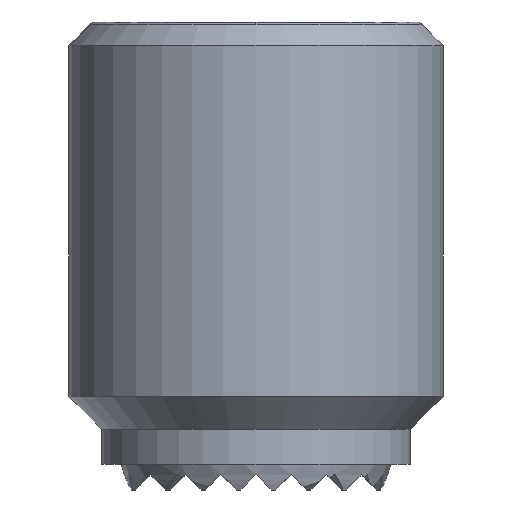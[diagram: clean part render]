
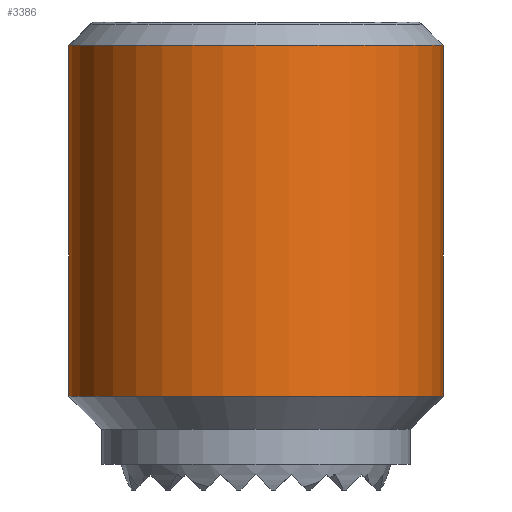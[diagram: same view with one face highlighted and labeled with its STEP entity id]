
A CAD part, front view. The second image highlights one B-rep face of the part: STEP entity #3386.
In plain terms, the highlighted cylindrical face has radius 8 mm (diameter 16 mm), a partial arc.
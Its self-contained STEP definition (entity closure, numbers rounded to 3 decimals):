
#1736=VERTEX_POINT('',#4121);
#1752=VERTEX_POINT('',#4138);
#2316=VERTEX_POINT('',#4782);
#2570=EDGE_CURVE('',#2316,#3236,#5075,.T.);
#2602=EDGE_CURVE('',#1736,#1752,#5111,.T.);
#2692=EDGE_CURVE('',#3236,#1752,#5217,.T.);
#3236=VERTEX_POINT('',#5818);
#3294=EDGE_CURVE('',#1736,#2316,#5883,.T.);
#3386=ADVANCED_FACE('',(#5984),#5985,.T.);
#4121=CARTESIAN_POINT('',(-8.,0.,-16.0));
#4138=CARTESIAN_POINT('',(8.,0.,-16.0));
#4782=CARTESIAN_POINT('',(-8.,0.,-1.));
#5075=CIRCLE('',#8309,8.0);
#5111=CIRCLE('',#8358,8.0);
#5217=LINE('',#8499,#8500);
#5818=CARTESIAN_POINT('',(8.,0.,-1.));
#5883=LINE('',#9469,#9470);
#5984=FACE_OUTER_BOUND('',#9619,.T.);
#5985=CYLINDRICAL_SURFACE('',#9620,8.0);
#8309=AXIS2_PLACEMENT_3D('',#11691,#11692,#11693);
#8358=AXIS2_PLACEMENT_3D('',#11731,#11732,#11733);
#8499=CARTESIAN_POINT('',(8.,0.,-8.5));
#8500=VECTOR('',#11880,1.0);
#9469=CARTESIAN_POINT('',(-8.,0.,-8.5));
#9470=VECTOR('',#12609,1.0);
#9619=EDGE_LOOP('',(#12712,#12713,#12714,#12715));
#9620=AXIS2_PLACEMENT_3D('',#12716,#12717,#12718);
#11691=CARTESIAN_POINT('',(0.,0.,-1.));
#11692=DIRECTION('',(0.0,0.0,1.0));
#11693=DIRECTION('',(-1.0,0.,0.0));
#11731=CARTESIAN_POINT('',(0.,0.,-16.0));
#11732=DIRECTION('',(0.0,0.0,1.0));
#11733=DIRECTION('',(-1.0,0.,0.0));
#11880=DIRECTION('',(-0.0,-0.0,-1.0));
#12609=DIRECTION('',(0.0,0.0,1.0));
#12712=ORIENTED_EDGE('',*,*,#3294,.F.);
#12713=ORIENTED_EDGE('',*,*,#2602,.T.);
#12714=ORIENTED_EDGE('',*,*,#2692,.F.);
#12715=ORIENTED_EDGE('',*,*,#2570,.F.);
#12716=CARTESIAN_POINT('',(0.,0.,-8.5));
#12717=DIRECTION('',(-0.0,-0.0,-1.0));
#12718=DIRECTION('',(-1.0,0.,0.0));
